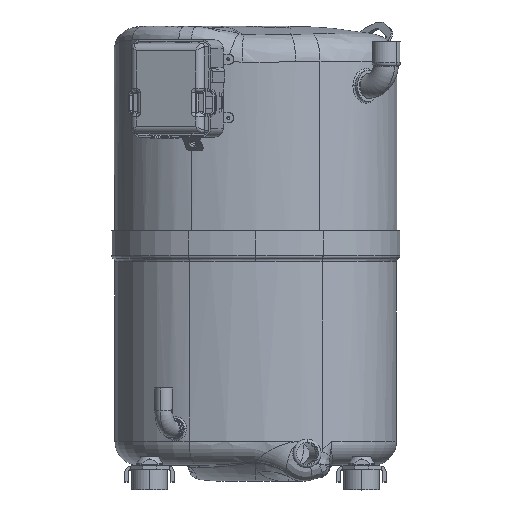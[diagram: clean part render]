
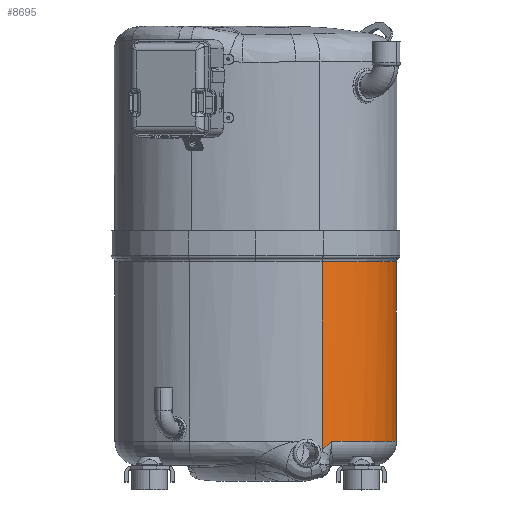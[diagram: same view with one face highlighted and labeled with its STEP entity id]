
A CAD part, top view. The second image highlights one B-rep face of the part: STEP entity #8695.
In plain terms, the highlighted cylindrical face has radius 94.945 mm (diameter 189.89 mm), a partial arc.
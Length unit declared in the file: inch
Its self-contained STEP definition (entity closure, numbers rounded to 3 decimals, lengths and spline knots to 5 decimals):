
#866 = CARTESIAN_POINT ( 'NONE',  ( 2.6657, -7.45983, 3.45956 ) ) ;
#905 = ORIENTED_EDGE ( 'NONE', *, *, #3647, .T. ) ;
#1688 = EDGE_CURVE ( 'NONE', #12271, #4986, #31260, .T. ) ;
#1774 = CARTESIAN_POINT ( 'NONE',  ( 2.34941, -7.438, -3.57267 ) ) ;
#2725 = DIRECTION ( 'NONE',  ( 0., 0., -1. ) ) ;
#3647 = EDGE_CURVE ( 'NONE', #4986, #38324, #29251, .T. ) ;
#3860 = CARTESIAN_POINT ( 'NONE',  ( 2.3936, -7.73415, 3.55907 ) ) ;
#3997 = CARTESIAN_POINT ( 'NONE',  ( 2.68667, -7.44416, 3.45089 ) ) ;
#4133 = CARTESIAN_POINT ( 'NONE',  ( 1.25, -1.09661, 0. ) ) ;
#4986 = VERTEX_POINT ( 'NONE', #1774 ) ;
#5546 = ORIENTED_EDGE ( 'NONE', *, *, #1688, .T. ) ;
#5873 = CARTESIAN_POINT ( 'NONE',  ( 1.25, 0., 0. ) ) ;
#7117 = CARTESIAN_POINT ( 'NONE',  ( 2.34941, 0., 3.57267 ) ) ;
#7144 = CARTESIAN_POINT ( 'NONE',  ( 2.6951, -7.438, 3.44736 ) ) ;
#7271 = DIRECTION ( 'NONE',  ( 0., 0., -1. ) ) ;
#8695 = ADVANCED_FACE ( 'NONE', ( #26586 ), #33849, .T. ) ;
#11608 = CARTESIAN_POINT ( 'NONE',  ( 2.34941, -7.80956, 3.57267 ) ) ;
#12048 = EDGE_CURVE ( 'NONE', #12338, #12271, #36567, .T. ) ;
#12109 = EDGE_CURVE ( 'NONE', #38324, #14255, #38388, .T. ) ;
#12271 = VERTEX_POINT ( 'NONE', #36267 ) ;
#12338 = VERTEX_POINT ( 'NONE', #11608 ) ;
#13268 = CARTESIAN_POINT ( 'NONE',  ( 2.53343, -7.57364, 3.5109 ) ) ;
#13462 = LINE ( 'NONE', #7117, #37294 ) ;
#13573 = AXIS2_PLACEMENT_3D ( 'NONE', #4133, #25971, #7271 ) ;
#14255 = VERTEX_POINT ( 'NONE', #19727 ) ;
#14881 = EDGE_CURVE ( 'NONE', #14255, #12338, #13462, .T. ) ;
#16430 = CARTESIAN_POINT ( 'NONE',  ( 2.61225, -7.50256, 3.48098 ) ) ;
#19581 = CARTESIAN_POINT ( 'NONE',  ( 2.65325, -7.46948, 3.46462 ) ) ;
#19727 = CARTESIAN_POINT ( 'NONE',  ( 2.34941, -1.09661, 3.57267 ) ) ;
#20224 = EDGE_LOOP ( 'NONE', ( #905, #24066, #40129, #21012, #5546 ) ) ;
#20749 = DIRECTION ( 'NONE',  ( 0., 0., -1. ) ) ;
#20802 = DIRECTION ( 'NONE',  ( 0., 1., 0. ) ) ;
#20883 = CARTESIAN_POINT ( 'NONE',  ( 1.25, -7.438, 0. ) ) ;
#21012 = ORIENTED_EDGE ( 'NONE', *, *, #12048, .T. ) ;
#22575 = CARTESIAN_POINT ( 'NONE',  ( 2.34941, -7.80956, 3.57267 ) ) ;
#22712 = CARTESIAN_POINT ( 'NONE',  ( 2.67827, -7.4504, 3.45438 ) ) ;
#23160 = CARTESIAN_POINT ( 'NONE',  ( 2.34941, -1.09661, -3.57267 ) ) ;
#24066 = ORIENTED_EDGE ( 'NONE', *, *, #12109, .T. ) ;
#25248 = CARTESIAN_POINT ( 'NONE',  ( 2.34941, 0., -3.57267 ) ) ;
#25665 = AXIS2_PLACEMENT_3D ( 'NONE', #20883, #20802, #20749 ) ;
#25830 = CARTESIAN_POINT ( 'NONE',  ( 2.69093, -7.44104, 3.44912 ) ) ;
#25971 = DIRECTION ( 'NONE',  ( 0., -1., 0. ) ) ;
#26586 = FACE_OUTER_BOUND ( 'NONE', #20224, .T. ) ;
#29251 = LINE ( 'NONE', #25248, #30209 ) ;
#30209 = VECTOR ( 'NONE', #37567, 39.37008 ) ;
#30692 = DIRECTION ( 'NONE',  ( 0., -1., 0. ) ) ;
#31260 = CIRCLE ( 'NONE', #25665, 3.738 ) ;
#31946 = CARTESIAN_POINT ( 'NONE',  ( 2.44586, -7.6663, 3.54209 ) ) ;
#32061 = DIRECTION ( 'NONE',  ( 0., -1., 0. ) ) ;
#33849 = CYLINDRICAL_SURFACE ( 'NONE', #35959, 3.738 ) ;
#35058 = CARTESIAN_POINT ( 'NONE',  ( 2.56428, -7.54421, 3.4995 ) ) ;
#35959 = AXIS2_PLACEMENT_3D ( 'NONE', #5873, #30692, #2725 ) ;
#36267 = CARTESIAN_POINT ( 'NONE',  ( 2.6951, -7.438, 3.44736 ) ) ;
#36567 = B_SPLINE_CURVE_WITH_KNOTS ( 'NONE', 3,
 ( #22575, #3860, #31946, #13268, #35058, #16430, #38156, #19581, #866, #22712, #3997, #25830, #7144 ),
 .UNSPECIFIED., .F., .F.,
 ( 4, 2, 2, 2, 1, 2, 4 ),
 ( 0., 0.00665, 0.00997, 0.01164, 0.01247, 0.01288, 0.0133 ),
 .UNSPECIFIED. ) ;
#37294 = VECTOR ( 'NONE', #32061, 39.37008 ) ;
#37567 = DIRECTION ( 'NONE',  ( 0., 1., 0. ) ) ;
#38156 = CARTESIAN_POINT ( 'NONE',  ( 2.62851, -7.48909, 3.47457 ) ) ;
#38324 = VERTEX_POINT ( 'NONE', #23160 ) ;
#38388 = CIRCLE ( 'NONE', #13573, 3.738 ) ;
#40129 = ORIENTED_EDGE ( 'NONE', *, *, #14881, .T. ) ;
